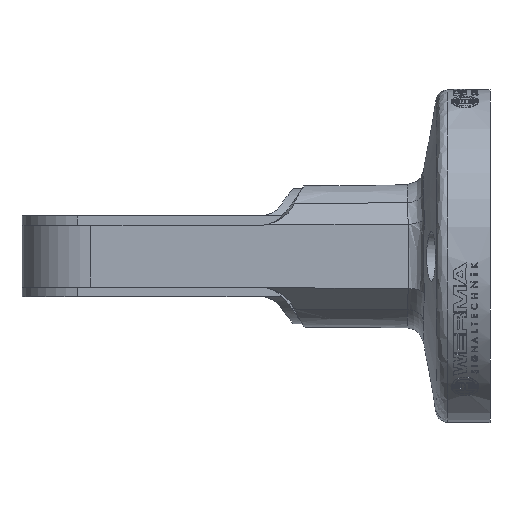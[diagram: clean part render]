
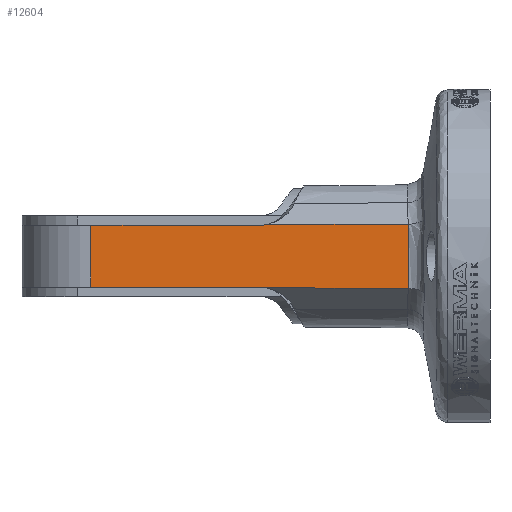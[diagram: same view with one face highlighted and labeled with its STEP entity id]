
A CAD part, front view. The second image highlights one B-rep face of the part: STEP entity #12604.
In plain terms, the highlighted planar face has unit normal (-0.009, -1, 0).
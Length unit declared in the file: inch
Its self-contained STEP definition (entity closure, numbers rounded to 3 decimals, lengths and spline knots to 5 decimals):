
#379 = DIRECTION ( 'NONE',  ( 1., -0.009, 0. ) ) ;
#570 = CARTESIAN_POINT ( 'NONE',  ( -1.85122, -0.58306, 0.25591 ) ) ;
#1571 = ORIENTED_EDGE ( 'NONE', *, *, #31132, .T. ) ;
#2790 = DIRECTION ( 'NONE',  ( -0.009, -1., 0. ) ) ;
#2939 = VECTOR ( 'NONE', #14497, 39.37008 ) ;
#3481 = VECTOR ( 'NONE', #38978, 39.37008 ) ;
#3648 = CARTESIAN_POINT ( 'NONE',  ( -1.79891, -0.58351, 0.26157 ) ) ;
#4222 = CARTESIAN_POINT ( 'NONE',  ( -3.24803, -0.57087, -0.25591 ) ) ;
#5163 = EDGE_CURVE ( 'NONE', #6931, #45793, #42252, .T. ) ;
#5376 = CARTESIAN_POINT ( 'NONE',  ( -0.62119, -0.59379, -0.22046 ) ) ;
#6267 = ORIENTED_EDGE ( 'NONE', *, *, #23055, .T. ) ;
#6931 = VERTEX_POINT ( 'NONE', #27917 ) ;
#7010 = CARTESIAN_POINT ( 'NONE',  ( -1.83358, -0.58321, -0.25591 ) ) ;
#7572 = CARTESIAN_POINT ( 'NONE',  ( -3.24803, -0.57087, -0.25591 ) ) ;
#8906 = B_SPLINE_CURVE_WITH_KNOTS ( 'NONE', 3,
 ( #33678, #7010, #14701, #41342 ),
 .UNSPECIFIED., .F., .F.,
 ( 4, 4 ),
 ( 0., 0.00134 ),
 .UNSPECIFIED. ) ;
#9671 = B_SPLINE_CURVE_WITH_KNOTS ( 'NONE', 3,
 ( #3648, #22003, #49282, #30306 ),
 .UNSPECIFIED., .F., .F.,
 ( 4, 4 ),
 ( 0., 0.00134 ),
 .UNSPECIFIED. ) ;
#10767 = EDGE_CURVE ( 'NONE', #6931, #24811, #42855, .T. ) ;
#11376 = DIRECTION ( 'NONE',  ( 0., 0., -1. ) ) ;
#11477 = FACE_OUTER_BOUND ( 'NONE', #47192, .T. ) ;
#12306 = CARTESIAN_POINT ( 'NONE',  ( -0.61843, -0.59381, -0.26619 ) ) ;
#12604 = ADVANCED_FACE ( 'NONE', ( #11477 ), #25459, .T. ) ;
#13034 = CARTESIAN_POINT ( 'NONE',  ( -0.62611, -0.59375, -0.07584 ) ) ;
#13324 = VECTOR ( 'NONE', #23414, 39.37008 ) ;
#14497 = DIRECTION ( 'NONE',  ( 1., -0.009, 0.004 ) ) ;
#14666 = CARTESIAN_POINT ( 'NONE',  ( -1.85122, -0.58306, 0.25591 ) ) ;
#14701 = CARTESIAN_POINT ( 'NONE',  ( -1.81614, -0.58336, -0.25775 ) ) ;
#15766 = VECTOR ( 'NONE', #11376, 39.37008 ) ;
#15785 = EDGE_CURVE ( 'NONE', #34281, #49439, #36612, .T. ) ;
#15812 = ORIENTED_EDGE ( 'NONE', *, *, #17276, .T. ) ;
#16392 = VECTOR ( 'NONE', #379, 39.37008 ) ;
#16861 = CARTESIAN_POINT ( 'NONE',  ( -0.62667, -0.59374, -0.02154 ) ) ;
#16923 = LINE ( 'NONE', #7572, #15766 ) ;
#17276 = EDGE_CURVE ( 'NONE', #49268, #35520, #33591, .T. ) ;
#17849 = CARTESIAN_POINT ( 'NONE',  ( -3.24803, -0.57087, -0.25591 ) ) ;
#18144 = EDGE_CURVE ( 'NONE', #37226, #49268, #9671, .T. ) ;
#18217 = AXIS2_PLACEMENT_3D ( 'NONE', #25615, #2790, #29424 ) ;
#19763 = CARTESIAN_POINT ( 'NONE',  ( -0.61843, -0.59381, 0.26619 ) ) ;
#20728 = CARTESIAN_POINT ( 'NONE',  ( -0.62672, -0.59374, 0.08548 ) ) ;
#22003 = CARTESIAN_POINT ( 'NONE',  ( -1.81614, -0.58336, 0.25775 ) ) ;
#23055 = EDGE_CURVE ( 'NONE', #35520, #34281, #16923, .T. ) ;
#23414 = DIRECTION ( 'NONE',  ( -1., 0.009, 0. ) ) ;
#24190 = CARTESIAN_POINT ( 'NONE',  ( -0.62429, -0.59376, -0.15288 ) ) ;
#24510 = CARTESIAN_POINT ( 'NONE',  ( -0.61843, -0.59381, 0.26619 ) ) ;
#24811 = VERTEX_POINT ( 'NONE', #34755 ) ;
#25459 = PLANE ( 'NONE',  #18217 ) ;
#25615 = CARTESIAN_POINT ( 'NONE',  ( -3.24803, -0.57087, -0.25591 ) ) ;
#27917 = CARTESIAN_POINT ( 'NONE',  ( -0.61843, -0.59381, -0.26619 ) ) ;
#29424 = DIRECTION ( 'NONE',  ( 1., -0.009, 0. ) ) ;
#30306 = CARTESIAN_POINT ( 'NONE',  ( -1.85122, -0.58306, 0.25591 ) ) ;
#30953 = CARTESIAN_POINT ( 'NONE',  ( -1.85122, -0.58306, -0.25591 ) ) ;
#31132 = EDGE_CURVE ( 'NONE', #49439, #24811, #8906, .T. ) ;
#33476 = CARTESIAN_POINT ( 'NONE',  ( -1.79891, -0.58351, 0.26157 ) ) ;
#33591 = LINE ( 'NONE', #570, #13324 ) ;
#33678 = CARTESIAN_POINT ( 'NONE',  ( -1.85122, -0.58306, -0.25591 ) ) ;
#34281 = VERTEX_POINT ( 'NONE', #17849 ) ;
#34755 = CARTESIAN_POINT ( 'NONE',  ( -1.79891, -0.58351, -0.26157 ) ) ;
#35026 = EDGE_CURVE ( 'NONE', #37226, #45793, #43481, .T. ) ;
#35520 = VERTEX_POINT ( 'NONE', #44412 ) ;
#35847 = CARTESIAN_POINT ( 'NONE',  ( -0.61843, -0.59381, -0.26619 ) ) ;
#36612 = LINE ( 'NONE', #4222, #16392 ) ;
#37226 = VERTEX_POINT ( 'NONE', #45092 ) ;
#38978 = DIRECTION ( 'NONE',  ( -1., 0.009, 0.004 ) ) ;
#39696 = CARTESIAN_POINT ( 'NONE',  ( -0.6265, -0.59374, -0.04321 ) ) ;
#41342 = CARTESIAN_POINT ( 'NONE',  ( -1.79891, -0.58351, -0.26157 ) ) ;
#42252 = B_SPLINE_CURVE_WITH_KNOTS ( 'NONE', 3,
 ( #35847, #5376, #24190, #13034, #39696, #16861, #43529, #20728, #47339, #24510 ),
 .UNSPECIFIED., .F., .F.,
 ( 4, 1, 1, 2, 2, 4 ),
 ( 0., 0.25, 0.375, 0.4375, 0.5, 1. ),
 .UNSPECIFIED. ) ;
#42434 = ORIENTED_EDGE ( 'NONE', *, *, #5163, .T. ) ;
#42460 = ORIENTED_EDGE ( 'NONE', *, *, #35026, .F. ) ;
#42855 = LINE ( 'NONE', #12306, #3481 ) ;
#43481 = LINE ( 'NONE', #33476, #2939 ) ;
#43529 = CARTESIAN_POINT ( 'NONE',  ( -0.62671, -0.59374, -0.01068 ) ) ;
#44412 = CARTESIAN_POINT ( 'NONE',  ( -3.24803, -0.57087, 0.25591 ) ) ;
#45092 = CARTESIAN_POINT ( 'NONE',  ( -1.79891, -0.58351, 0.26157 ) ) ;
#45793 = VERTEX_POINT ( 'NONE', #19763 ) ;
#47107 = ORIENTED_EDGE ( 'NONE', *, *, #15785, .T. ) ;
#47192 = EDGE_LOOP ( 'NONE', ( #1571, #48972, #42434, #42460, #47658, #15812, #6267, #47107 ) ) ;
#47339 = CARTESIAN_POINT ( 'NONE',  ( -0.62396, -0.59377, 0.17421 ) ) ;
#47658 = ORIENTED_EDGE ( 'NONE', *, *, #18144, .T. ) ;
#48972 = ORIENTED_EDGE ( 'NONE', *, *, #10767, .F. ) ;
#49268 = VERTEX_POINT ( 'NONE', #14666 ) ;
#49282 = CARTESIAN_POINT ( 'NONE',  ( -1.83358, -0.58321, 0.25591 ) ) ;
#49439 = VERTEX_POINT ( 'NONE', #30953 ) ;
